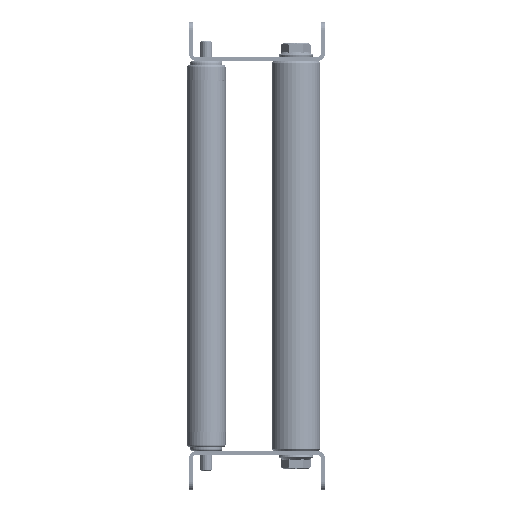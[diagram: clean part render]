
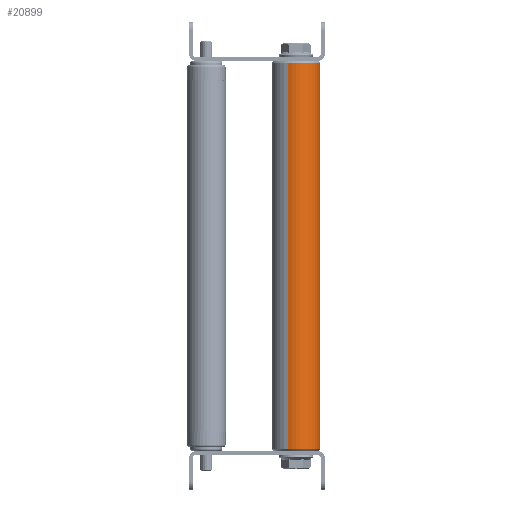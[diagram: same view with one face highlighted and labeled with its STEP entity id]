
A CAD part, left-side view. The second image highlights one B-rep face of the part: STEP entity #20899.
In plain terms, the highlighted cylindrical face has radius 12.5 mm (diameter 25 mm), a partial arc.
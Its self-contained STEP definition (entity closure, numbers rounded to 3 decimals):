
#501 = DIRECTION ( 'NONE',  ( 0., 0., 1. ) ) ;
#1223 = EDGE_LOOP ( 'NONE', ( #2743, #18899, #30899, #17119 ) ) ;
#2743 = ORIENTED_EDGE ( 'NONE', *, *, #37429, .T. ) ;
#3093 = CIRCLE ( 'NONE', #16767, 12.5 ) ;
#3672 = DIRECTION ( 'NONE',  ( 1., 0., 0. ) ) ;
#5607 = LINE ( 'NONE', #23774, #25264 ) ;
#6916 = DIRECTION ( 'NONE',  ( -1., 0., 0. ) ) ;
#7059 = CARTESIAN_POINT ( 'NONE',  ( 1., 0., 0. ) ) ;
#7684 = LINE ( 'NONE', #26873, #35153 ) ;
#8498 = EDGE_CURVE ( 'NONE', #10957, #9069, #5607, .T. ) ;
#9069 = VERTEX_POINT ( 'NONE', #40715 ) ;
#10957 = VERTEX_POINT ( 'NONE', #38047 ) ;
#14020 = FACE_OUTER_BOUND ( 'NONE', #1223, .T. ) ;
#15006 = EDGE_CURVE ( 'NONE', #26558, #9069, #3093, .T. ) ;
#16167 = DIRECTION ( 'NONE',  ( -1., 0., 0. ) ) ;
#16767 = AXIS2_PLACEMENT_3D ( 'NONE', #7059, #3672, #26640 ) ;
#17119 = ORIENTED_EDGE ( 'NONE', *, *, #8498, .F. ) ;
#17393 = DIRECTION ( 'NONE',  ( -1., 0., 0. ) ) ;
#18899 = ORIENTED_EDGE ( 'NONE', *, *, #36810, .T. ) ;
#19536 = DIRECTION ( 'NONE',  ( 0., 0., -1. ) ) ;
#20899 = ADVANCED_FACE ( 'NONE', ( #14020 ), #31539, .T. ) ;
#23774 = CARTESIAN_POINT ( 'NONE',  ( 200., 0., 12.5 ) ) ;
#24086 = DIRECTION ( 'NONE',  ( -1., 0., 0. ) ) ;
#25264 = VECTOR ( 'NONE', #6916, 1000. ) ;
#26558 = VERTEX_POINT ( 'NONE', #40644 ) ;
#26640 = DIRECTION ( 'NONE',  ( 0., 0., -1. ) ) ;
#26873 = CARTESIAN_POINT ( 'NONE',  ( 200., 0., -12.5 ) ) ;
#27711 = CARTESIAN_POINT ( 'NONE',  ( 200., 0., 0. ) ) ;
#30899 = ORIENTED_EDGE ( 'NONE', *, *, #15006, .T. ) ;
#31118 = CARTESIAN_POINT ( 'NONE',  ( 199., 0., -12.5 ) ) ;
#31469 = AXIS2_PLACEMENT_3D ( 'NONE', #27711, #17393, #501 ) ;
#31539 = CYLINDRICAL_SURFACE ( 'NONE', #31469, 12.5 ) ;
#35153 = VECTOR ( 'NONE', #24086, 1000. ) ;
#35208 = VERTEX_POINT ( 'NONE', #31118 ) ;
#36810 = EDGE_CURVE ( 'NONE', #35208, #26558, #7684, .T. ) ;
#37429 = EDGE_CURVE ( 'NONE', #10957, #35208, #38774, .T. ) ;
#38047 = CARTESIAN_POINT ( 'NONE',  ( 199., 0., 12.5 ) ) ;
#38774 = CIRCLE ( 'NONE', #39497, 12.5 ) ;
#39497 = AXIS2_PLACEMENT_3D ( 'NONE', #43523, #16167, #19536 ) ;
#40644 = CARTESIAN_POINT ( 'NONE',  ( 1., 0., -12.5 ) ) ;
#40715 = CARTESIAN_POINT ( 'NONE',  ( 1., 0., 12.5 ) ) ;
#43523 = CARTESIAN_POINT ( 'NONE',  ( 199., 0., 0. ) ) ;
